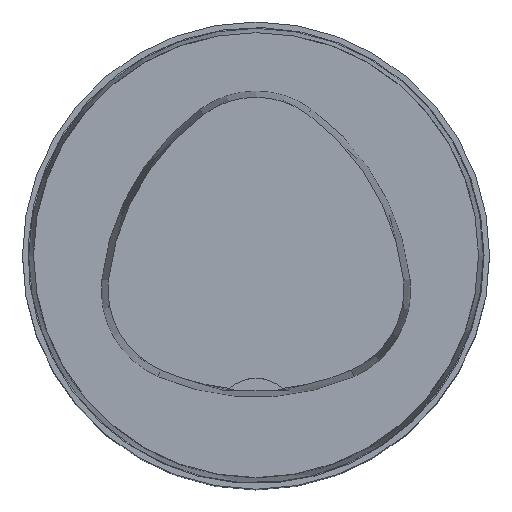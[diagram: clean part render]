
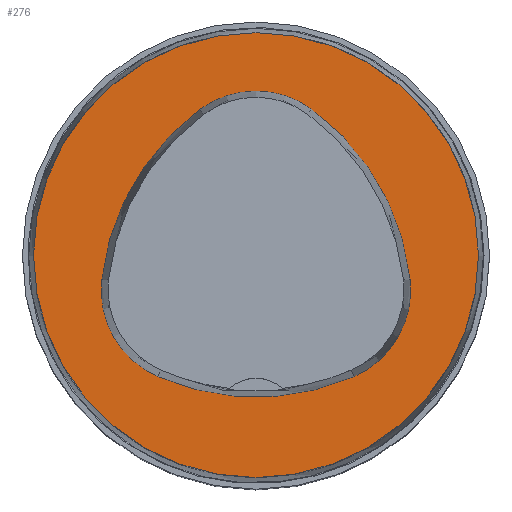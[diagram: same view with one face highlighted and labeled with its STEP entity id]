
A CAD part, top view. The second image highlights one B-rep face of the part: STEP entity #276.
In plain terms, the highlighted planar face has unit normal (0, 0, 1).
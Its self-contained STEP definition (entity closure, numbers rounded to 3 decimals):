
#225=PLANE('',#879);
#276=ADVANCED_FACE('',(#358,#359),#225,.T.);
#358=FACE_BOUND('',#430,.T.);
#359=FACE_BOUND('',#431,.T.);
#430=EDGE_LOOP('',(#557,#558,#559,#560,#561,#562));
#431=EDGE_LOOP('',(#563));
#557=ORIENTED_EDGE('',*,*,#730,.T.);
#558=ORIENTED_EDGE('',*,*,#710,.T.);
#559=ORIENTED_EDGE('',*,*,#714,.T.);
#560=ORIENTED_EDGE('',*,*,#717,.T.);
#561=ORIENTED_EDGE('',*,*,#720,.T.);
#562=ORIENTED_EDGE('',*,*,#728,.T.);
#563=ORIENTED_EDGE('',*,*,#701,.F.);
#639=VERTEX_POINT('',#1236);
#648=VERTEX_POINT('',#1255);
#649=VERTEX_POINT('',#1256);
#652=VERTEX_POINT('',#1264);
#654=VERTEX_POINT('',#1270);
#656=VERTEX_POINT('',#1276);
#663=VERTEX_POINT('',#1297);
#701=EDGE_CURVE('',#639,#639,#771,.T.);
#710=EDGE_CURVE('',#648,#649,#772,.T.);
#714=EDGE_CURVE('',#649,#652,#774,.T.);
#717=EDGE_CURVE('',#652,#654,#776,.T.);
#720=EDGE_CURVE('',#654,#656,#778,.T.);
#728=EDGE_CURVE('',#656,#663,#782,.T.);
#730=EDGE_CURVE('',#663,#648,#784,.T.);
#771=CIRCLE('',#851,40.);
#772=CIRCLE('',#857,44.);
#774=CIRCLE('',#860,17.);
#776=CIRCLE('',#863,44.);
#778=CIRCLE('',#866,17.);
#782=CIRCLE('',#871,44.);
#784=CIRCLE('',#874,17.);
#851=AXIS2_PLACEMENT_3D('',#1235,#1025,#1026);
#857=AXIS2_PLACEMENT_3D('',#1254,#1041,#1042);
#860=AXIS2_PLACEMENT_3D('',#1263,#1049,#1050);
#863=AXIS2_PLACEMENT_3D('',#1269,#1056,#1057);
#866=AXIS2_PLACEMENT_3D('',#1275,#1063,#1064);
#871=AXIS2_PLACEMENT_3D('',#1298,#1075,#1076);
#874=AXIS2_PLACEMENT_3D('',#1301,#1081,#1082);
#879=AXIS2_PLACEMENT_3D('',#1306,#1091,#1092);
#1025=DIRECTION('',(0.,0.,-1.));
#1026=DIRECTION('',(-1.,0.,0.));
#1041=DIRECTION('',(0.,0.,-1.));
#1042=DIRECTION('',(-1.,0.,0.));
#1049=DIRECTION('',(0.,0.,-1.));
#1050=DIRECTION('',(-1.,0.,0.));
#1056=DIRECTION('',(0.,0.,-1.));
#1057=DIRECTION('',(-1.,0.,0.));
#1063=DIRECTION('',(0.,0.,-1.));
#1064=DIRECTION('',(-1.,0.,0.));
#1075=DIRECTION('',(0.,0.,-1.));
#1076=DIRECTION('',(-1.,0.,0.));
#1081=DIRECTION('',(0.,0.,-1.));
#1082=DIRECTION('',(-1.,0.,0.));
#1091=DIRECTION('',(0.,0.,1.));
#1092=DIRECTION('',(1.,0.,0.));
#1235=CARTESIAN_POINT('',(0.,0.,0.));
#1236=CARTESIAN_POINT('',(-40.,0.,0.));
#1254=CARTESIAN_POINT('',(16.01,-9.224,0.));
#1255=CARTESIAN_POINT('',(-27.722,-4.378,0.));
#1256=CARTESIAN_POINT('',(-10.119,26.178,0.));
#1263=CARTESIAN_POINT('',(-0.023,12.5,0.));
#1264=CARTESIAN_POINT('',(10.049,26.194,0.));
#1269=CARTESIAN_POINT('',(-16.021,-9.25,0.));
#1270=CARTESIAN_POINT('',(27.71,-4.394,0.));
#1275=CARTESIAN_POINT('',(10.814,-6.27,0.));
#1276=CARTESIAN_POINT('',(17.611,-21.852,0.));
#1297=CARTESIAN_POINT('',(-17.652,-21.819,0.));
#1298=CARTESIAN_POINT('',(0.017,18.477,0.));
#1301=CARTESIAN_POINT('',(-10.825,-6.25,0.));
#1306=CARTESIAN_POINT('',(0.,0.,0.));
